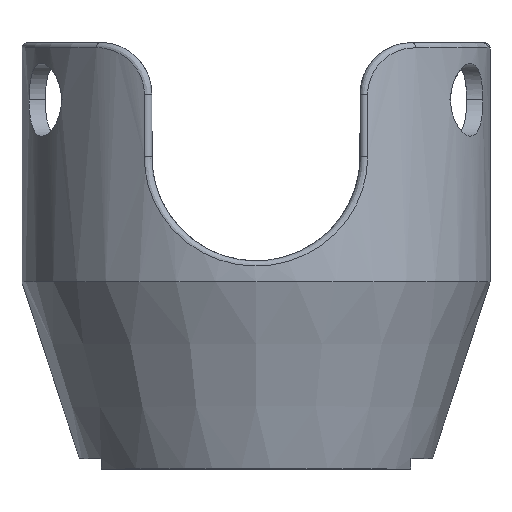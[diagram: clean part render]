
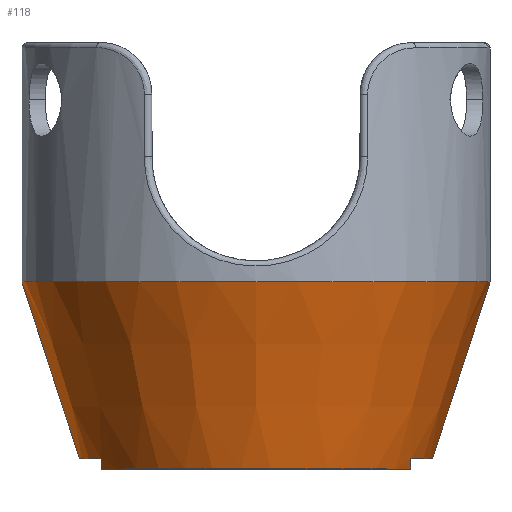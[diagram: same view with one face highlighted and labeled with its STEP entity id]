
A CAD part, top view. The second image highlights one B-rep face of the part: STEP entity #118.
In plain terms, the highlighted conical face has half-angle 18.004 degrees and reference radius 19.575 mm.
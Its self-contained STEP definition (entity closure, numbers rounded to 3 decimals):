
#118=ADVANCED_FACE('',(#313),#314,.T.);
#313=FACE_OUTER_BOUND('',#707,.T.);
#314=CONICAL_SURFACE('',#708,19.575,0.314);
#707=EDGE_LOOP('',(#2116,#2117,#2118,#2119,#2120,#2121,#2122,#2123));
#708=AXIS2_PLACEMENT_3D('',#2124,#2125,#2126);
#2116=ORIENTED_EDGE('',*,*,#2615,.T.);
#2117=ORIENTED_EDGE('',*,*,#2614,.F.);
#2118=ORIENTED_EDGE('',*,*,#2616,.F.);
#2119=ORIENTED_EDGE('',*,*,#2617,.F.);
#2120=ORIENTED_EDGE('',*,*,#2618,.T.);
#2121=ORIENTED_EDGE('',*,*,#2429,.T.);
#2122=ORIENTED_EDGE('',*,*,#2619,.T.);
#2123=ORIENTED_EDGE('',*,*,#2620,.F.);
#2124=CARTESIAN_POINT('',(0.0,9.0,0.0));
#2125=DIRECTION('',(0.0,1.0,-0.0));
#2126=DIRECTION('',(-1.0,0.0,0.0));
#2429=EDGE_CURVE('',#2785,#2786,#2787,.T.);
#2614=EDGE_CURVE('',#3006,#3004,#3081,.T.);
#2615=EDGE_CURVE('',#3082,#3004,#3083,.T.);
#2616=EDGE_CURVE('',#3084,#3006,#3085,.T.);
#2617=EDGE_CURVE('',#3086,#3084,#3087,.T.);
#2618=EDGE_CURVE('',#3086,#2785,#3088,.T.);
#2619=EDGE_CURVE('',#2786,#3089,#3090,.T.);
#2620=EDGE_CURVE('',#3082,#3089,#3091,.T.);
#2785=VERTEX_POINT('',#3331);
#2786=VERTEX_POINT('',#3332);
#2787=CIRCLE('',#3333,16.65);
#3004=VERTEX_POINT('',#3897);
#3006=VERTEX_POINT('',#3900);
#3081=CIRCLE('',#4275,22.5);
#3082=VERTEX_POINT('',#4276);
#3083=LINE('',#4277,#4278);
#3084=VERTEX_POINT('',#4279);
#3085=LINE('',#4280,#4281);
#3086=VERTEX_POINT('',#4282);
#3087=CIRCLE('',#4283,16.975);
#3088=B_SPLINE_CURVE_WITH_KNOTS('',3,(#4284,#4285,#4286,#4287,#4288),.UNSPECIFIED.,.F.,.F.,(4,1,4),(0.0,0.5,1.0),.UNSPECIFIED.);
#3089=VERTEX_POINT('',#4289);
#3090=B_SPLINE_CURVE_WITH_KNOTS('',3,(#4290,#4291,#4292,#4293,#4294),.UNSPECIFIED.,.F.,.F.,(4,1,4),(0.0,0.5,1.0),.UNSPECIFIED.);
#3091=CIRCLE('',#4295,16.975);
#3331=CARTESIAN_POINT('',(-14.9,0.0,7.431));
#3332=CARTESIAN_POINT('',(14.9,0.0,7.431));
#3333=AXIS2_PLACEMENT_3D('',#4653,#4654,#4655);
#3897=CARTESIAN_POINT('',(22.5,18.0,0.0));
#3900=CARTESIAN_POINT('',(-22.5,18.0,0.0));
#4275=AXIS2_PLACEMENT_3D('',#4912,#4913,#4914);
#4276=CARTESIAN_POINT('',(16.975,1.0,0.0));
#4277=CARTESIAN_POINT('',(16.975,1.0,0.0));
#4278=VECTOR('',#4915,17.875);
#4279=CARTESIAN_POINT('',(-16.975,1.0,0.0));
#4280=CARTESIAN_POINT('',(-16.975,1.0,0.0));
#4281=VECTOR('',#4916,17.875);
#4282=CARTESIAN_POINT('',(-14.9,1.0,8.133));
#4283=AXIS2_PLACEMENT_3D('',#4917,#4918,#4919);
#4284=CARTESIAN_POINT('',(-14.9,1.0,8.133));
#4285=CARTESIAN_POINT('',(-14.9,0.827,8.015));
#4286=CARTESIAN_POINT('',(-14.9,0.488,7.781));
#4287=CARTESIAN_POINT('',(-14.9,0.16,7.547));
#4288=CARTESIAN_POINT('',(-14.9,0.0,7.431));
#4289=CARTESIAN_POINT('',(14.9,1.0,8.133));
#4290=CARTESIAN_POINT('',(14.9,0.0,7.431));
#4291=CARTESIAN_POINT('',(14.9,0.16,7.547));
#4292=CARTESIAN_POINT('',(14.9,0.488,7.781));
#4293=CARTESIAN_POINT('',(14.9,0.827,8.015));
#4294=CARTESIAN_POINT('',(14.9,1.0,8.133));
#4295=AXIS2_PLACEMENT_3D('',#4920,#4921,#4922);
#4653=CARTESIAN_POINT('',(0.0,0.,0.0));
#4654=DIRECTION('',(0.0,1.0,0.0));
#4655=DIRECTION('',(-0.895,0.0,0.446));
#4912=CARTESIAN_POINT('',(0.0,18.0,0.0));
#4913=DIRECTION('',(0.0,1.0,0.0));
#4914=DIRECTION('',(-1.0,0.0,0.0));
#4915=DIRECTION('',(0.309,0.951,0.0));
#4916=DIRECTION('',(-0.309,0.951,0.0));
#4917=CARTESIAN_POINT('',(0.0,1.0,0.0));
#4918=DIRECTION('',(0.0,-1.0,0.0));
#4919=DIRECTION('',(-0.878,0.0,0.479));
#4920=CARTESIAN_POINT('',(0.0,1.0,0.0));
#4921=DIRECTION('',(0.0,-1.0,0.0));
#4922=DIRECTION('',(1.0,0.0,0.0));
